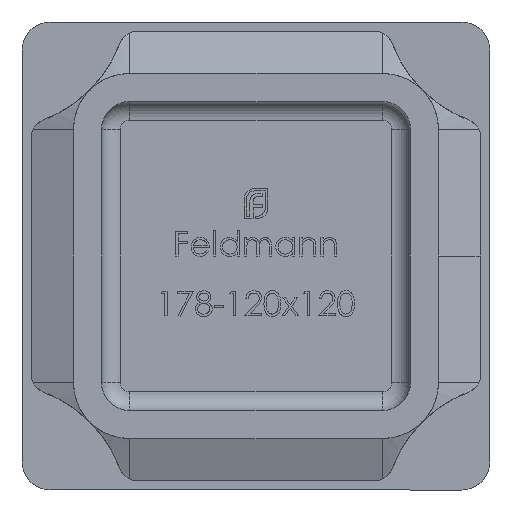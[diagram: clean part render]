
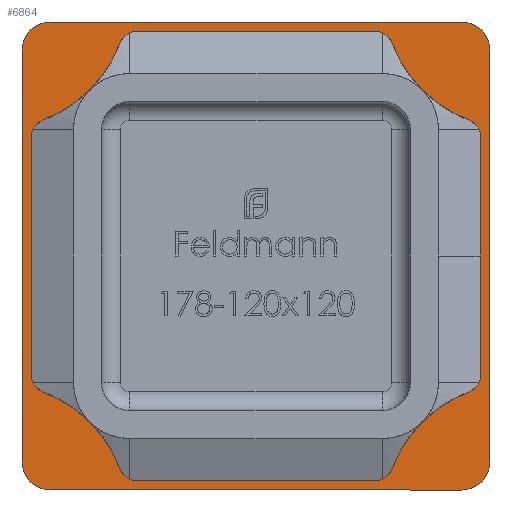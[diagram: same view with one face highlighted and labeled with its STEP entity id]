
A CAD part, front view. The second image highlights one B-rep face of the part: STEP entity #6864.
In plain terms, the highlighted planar face has unit normal (0, -1, 0).
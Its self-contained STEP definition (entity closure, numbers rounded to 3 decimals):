
#63 = VERTEX_POINT ( 'NONE', #1853 ) ;
#173 = CARTESIAN_POINT ( 'NONE',  ( -12.5, 0., 11. ) ) ;
#191 = EDGE_CURVE ( 'NONE', #18671, #3630, #14746, .T. ) ;
#239 = EDGE_CURVE ( 'NONE', #13161, #2279, #843, .T. ) ;
#529 = CARTESIAN_POINT ( 'NONE',  ( 6.75, 0., 6.75 ) ) ;
#843 = CIRCLE ( 'NONE', #6071, 3. ) ;
#996 = PLANE ( 'NONE',  #16852 ) ;
#1018 = ORIENTED_EDGE ( 'NONE', *, *, #15821, .F. ) ;
#1046 = DIRECTION ( 'NONE',  ( 0., 0., 1. ) ) ;
#1127 = CARTESIAN_POINT ( 'NONE',  ( 12.5, 0., -12.5 ) ) ;
#1255 = DIRECTION ( 'NONE',  ( 0., -1., 0. ) ) ;
#1757 = AXIS2_PLACEMENT_3D ( 'NONE', #19090, #3226, #1773 ) ;
#1773 = DIRECTION ( 'NONE',  ( 0., 0., -1. ) ) ;
#1853 = CARTESIAN_POINT ( 'NONE',  ( 12.5, 0., 11. ) ) ;
#1897 = AXIS2_PLACEMENT_3D ( 'NONE', #13697, #20044, #10658 ) ;
#1938 = DIRECTION ( 'NONE',  ( 0., -1., 0. ) ) ;
#2034 = AXIS2_PLACEMENT_3D ( 'NONE', #15109, #13245, #13326 ) ;
#2279 = VERTEX_POINT ( 'NONE', #10476 ) ;
#2376 = CIRCLE ( 'NONE', #16633, 1.5 ) ;
#2473 = CARTESIAN_POINT ( 'NONE',  ( 0., 0., 0. ) ) ;
#2507 = CARTESIAN_POINT ( 'NONE',  ( 6.75, 0., 9.75 ) ) ;
#2508 = CARTESIAN_POINT ( 'NONE',  ( -6.75, 0., 9.75 ) ) ;
#2796 = VECTOR ( 'NONE', #5670, 1000. ) ;
#3025 = ORIENTED_EDGE ( 'NONE', *, *, #16250, .T. ) ;
#3156 = AXIS2_PLACEMENT_3D ( 'NONE', #9748, #1938, #16074 ) ;
#3223 = VERTEX_POINT ( 'NONE', #9379 ) ;
#3226 = DIRECTION ( 'NONE',  ( 0., -1., 0. ) ) ;
#3513 = DIRECTION ( 'NONE',  ( 0., 0., 1. ) ) ;
#3630 = VERTEX_POINT ( 'NONE', #173 ) ;
#3633 = VECTOR ( 'NONE', #4227, 1000. ) ;
#3640 = ORIENTED_EDGE ( 'NONE', *, *, #9675, .F. ) ;
#3698 = CARTESIAN_POINT ( 'NONE',  ( 12.5, 0., -11. ) ) ;
#3738 = CARTESIAN_POINT ( 'NONE',  ( 11., 0., -12.5 ) ) ;
#4030 = CARTESIAN_POINT ( 'NONE',  ( 9.75, 0., 6.75 ) ) ;
#4227 = DIRECTION ( 'NONE',  ( -1., 0., 0. ) ) ;
#4772 = VECTOR ( 'NONE', #18430, 1000. ) ;
#4825 = VECTOR ( 'NONE', #11872, 1000. ) ;
#4968 = EDGE_CURVE ( 'NONE', #20080, #13657, #6069, .T. ) ;
#5018 = CARTESIAN_POINT ( 'NONE',  ( 9.75, 0., -6.75 ) ) ;
#5020 = CARTESIAN_POINT ( 'NONE',  ( -9.75, 0., -6.75 ) ) ;
#5060 = ORIENTED_EDGE ( 'NONE', *, *, #8722, .F. ) ;
#5251 = FACE_OUTER_BOUND ( 'NONE', #17583, .T. ) ;
#5538 = DIRECTION ( 'NONE',  ( 0., 0., 1. ) ) ;
#5603 = ORIENTED_EDGE ( 'NONE', *, *, #5685, .F. ) ;
#5610 = LINE ( 'NONE', #10871, #8319 ) ;
#5670 = DIRECTION ( 'NONE',  ( 0., 0., -1. ) ) ;
#5685 = EDGE_CURVE ( 'NONE', #15332, #15799, #18390, .T. ) ;
#6069 = CIRCLE ( 'NONE', #3156, 3. ) ;
#6071 = AXIS2_PLACEMENT_3D ( 'NONE', #7308, #1255, #1046 ) ;
#6116 = VERTEX_POINT ( 'NONE', #3738 ) ;
#6455 = VECTOR ( 'NONE', #11736, 1000. ) ;
#6755 = CARTESIAN_POINT ( 'NONE',  ( -6.75, 0., 9.75 ) ) ;
#6864 = ADVANCED_FACE ( 'NONE', ( #13917, #5251 ), #996, .F. ) ;
#6874 = CIRCLE ( 'NONE', #1757, 3. ) ;
#6977 = CARTESIAN_POINT ( 'NONE',  ( -12.5, 0., -12.5 ) ) ;
#7019 = VERTEX_POINT ( 'NONE', #3698 ) ;
#7137 = CIRCLE ( 'NONE', #7615, 1.5 ) ;
#7308 = CARTESIAN_POINT ( 'NONE',  ( -6.75, 0., -6.75 ) ) ;
#7346 = AXIS2_PLACEMENT_3D ( 'NONE', #529, #11630, #8379 ) ;
#7615 = AXIS2_PLACEMENT_3D ( 'NONE', #17430, #15785, #14269 ) ;
#7889 = ORIENTED_EDGE ( 'NONE', *, *, #10154, .F. ) ;
#8319 = VECTOR ( 'NONE', #12362, 1000. ) ;
#8379 = DIRECTION ( 'NONE',  ( 0., 0., 1. ) ) ;
#8722 = EDGE_CURVE ( 'NONE', #3223, #17944, #19984, .T. ) ;
#9027 = VERTEX_POINT ( 'NONE', #2507 ) ;
#9337 = LINE ( 'NONE', #6755, #16538 ) ;
#9379 = CARTESIAN_POINT ( 'NONE',  ( -11., 0., 12.5 ) ) ;
#9675 = EDGE_CURVE ( 'NONE', #6116, #17734, #12041, .T. ) ;
#9748 = CARTESIAN_POINT ( 'NONE',  ( -6.75, 0., 6.75 ) ) ;
#9763 = CARTESIAN_POINT ( 'NONE',  ( 11., 0., 12.5 ) ) ;
#9959 = CARTESIAN_POINT ( 'NONE',  ( 9.75, 0., 6.75 ) ) ;
#10154 = EDGE_CURVE ( 'NONE', #2279, #15022, #5610, .T. ) ;
#10393 = EDGE_LOOP ( 'NONE', ( #12012, #1018, #5603, #20218, #7889, #13992, #12023, #16325 ) ) ;
#10476 = CARTESIAN_POINT ( 'NONE',  ( -6.75, 0., -9.75 ) ) ;
#10506 = CARTESIAN_POINT ( 'NONE',  ( -12.5, 0., 12.5 ) ) ;
#10590 = DIRECTION ( 'NONE',  ( 1., 0., 0. ) ) ;
#10658 = DIRECTION ( 'NONE',  ( 0., 0., 1. ) ) ;
#10854 = EDGE_CURVE ( 'NONE', #18671, #17734, #17719, .T. ) ;
#10871 = CARTESIAN_POINT ( 'NONE',  ( -6.75, 0., -9.75 ) ) ;
#11447 = DIRECTION ( 'NONE',  ( -1., 0., 0. ) ) ;
#11630 = DIRECTION ( 'NONE',  ( 0., -1., 0. ) ) ;
#11736 = DIRECTION ( 'NONE',  ( 0., 0., -1. ) ) ;
#11872 = DIRECTION ( 'NONE',  ( 0., 0., 1. ) ) ;
#12012 = ORIENTED_EDGE ( 'NONE', *, *, #15278, .F. ) ;
#12023 = ORIENTED_EDGE ( 'NONE', *, *, #20087, .F. ) ;
#12041 = LINE ( 'NONE', #18421, #3633 ) ;
#12362 = DIRECTION ( 'NONE',  ( 1., 0., 0. ) ) ;
#13161 = VERTEX_POINT ( 'NONE', #5020 ) ;
#13245 = DIRECTION ( 'NONE',  ( 0., -1., 0. ) ) ;
#13287 = DIRECTION ( 'NONE',  ( 0., -1., 0. ) ) ;
#13326 = DIRECTION ( 'NONE',  ( 0., 0., 1. ) ) ;
#13651 = LINE ( 'NONE', #15201, #6455 ) ;
#13657 = VERTEX_POINT ( 'NONE', #17561 ) ;
#13697 = CARTESIAN_POINT ( 'NONE',  ( -11., 0., -11. ) ) ;
#13917 = FACE_BOUND ( 'NONE', #10393, .T. ) ;
#13992 = ORIENTED_EDGE ( 'NONE', *, *, #239, .F. ) ;
#14269 = DIRECTION ( 'NONE',  ( 0., 0., 1. ) ) ;
#14311 = EDGE_CURVE ( 'NONE', #3223, #3630, #19988, .T. ) ;
#14680 = ORIENTED_EDGE ( 'NONE', *, *, #191, .F. ) ;
#14733 = EDGE_CURVE ( 'NONE', #63, #17944, #7137, .T. ) ;
#14746 = LINE ( 'NONE', #6977, #4825 ) ;
#15022 = VERTEX_POINT ( 'NONE', #16273 ) ;
#15109 = CARTESIAN_POINT ( 'NONE',  ( -11., 0., 11. ) ) ;
#15201 = CARTESIAN_POINT ( 'NONE',  ( -9.75, 0., 6.75 ) ) ;
#15278 = EDGE_CURVE ( 'NONE', #9027, #20080, #9337, .T. ) ;
#15332 = VERTEX_POINT ( 'NONE', #5018 ) ;
#15551 = VECTOR ( 'NONE', #10590, 1000. ) ;
#15756 = ORIENTED_EDGE ( 'NONE', *, *, #10854, .T. ) ;
#15785 = DIRECTION ( 'NONE',  ( 0., -1., 0. ) ) ;
#15799 = VERTEX_POINT ( 'NONE', #9959 ) ;
#15821 = EDGE_CURVE ( 'NONE', #15799, #9027, #19971, .T. ) ;
#16074 = DIRECTION ( 'NONE',  ( 0., 0., 1. ) ) ;
#16130 = EDGE_CURVE ( 'NONE', #15022, #15332, #6874, .T. ) ;
#16250 = EDGE_CURVE ( 'NONE', #6116, #7019, #2376, .T. ) ;
#16273 = CARTESIAN_POINT ( 'NONE',  ( 6.75, 0., -9.75 ) ) ;
#16325 = ORIENTED_EDGE ( 'NONE', *, *, #4968, .F. ) ;
#16538 = VECTOR ( 'NONE', #11447, 1000. ) ;
#16633 = AXIS2_PLACEMENT_3D ( 'NONE', #19442, #13287, #3513 ) ;
#16688 = LINE ( 'NONE', #1127, #2796 ) ;
#16852 = AXIS2_PLACEMENT_3D ( 'NONE', #2473, #18469, #5538 ) ;
#17430 = CARTESIAN_POINT ( 'NONE',  ( 11., 0., 11. ) ) ;
#17561 = CARTESIAN_POINT ( 'NONE',  ( -9.75, 0., 6.75 ) ) ;
#17583 = EDGE_LOOP ( 'NONE', ( #3640, #3025, #18698, #18999, #5060, #17642, #14680, #15756 ) ) ;
#17642 = ORIENTED_EDGE ( 'NONE', *, *, #14311, .T. ) ;
#17719 = CIRCLE ( 'NONE', #1897, 1.5 ) ;
#17734 = VERTEX_POINT ( 'NONE', #20491 ) ;
#17944 = VERTEX_POINT ( 'NONE', #9763 ) ;
#18390 = LINE ( 'NONE', #4030, #4772 ) ;
#18421 = CARTESIAN_POINT ( 'NONE',  ( -12.5, 0., -12.5 ) ) ;
#18430 = DIRECTION ( 'NONE',  ( 0., 0., 1. ) ) ;
#18469 = DIRECTION ( 'NONE',  ( 0., 1., 0. ) ) ;
#18622 = EDGE_CURVE ( 'NONE', #63, #7019, #16688, .T. ) ;
#18671 = VERTEX_POINT ( 'NONE', #20098 ) ;
#18698 = ORIENTED_EDGE ( 'NONE', *, *, #18622, .F. ) ;
#18999 = ORIENTED_EDGE ( 'NONE', *, *, #14733, .T. ) ;
#19090 = CARTESIAN_POINT ( 'NONE',  ( 6.75, 0., -6.75 ) ) ;
#19442 = CARTESIAN_POINT ( 'NONE',  ( 11., 0., -11. ) ) ;
#19971 = CIRCLE ( 'NONE', #7346, 3. ) ;
#19984 = LINE ( 'NONE', #10506, #15551 ) ;
#19988 = CIRCLE ( 'NONE', #2034, 1.5 ) ;
#20044 = DIRECTION ( 'NONE',  ( 0., -1., 0. ) ) ;
#20080 = VERTEX_POINT ( 'NONE', #2508 ) ;
#20087 = EDGE_CURVE ( 'NONE', #13657, #13161, #13651, .T. ) ;
#20098 = CARTESIAN_POINT ( 'NONE',  ( -12.5, 0., -11. ) ) ;
#20218 = ORIENTED_EDGE ( 'NONE', *, *, #16130, .F. ) ;
#20491 = CARTESIAN_POINT ( 'NONE',  ( -11., 0., -12.5 ) ) ;
